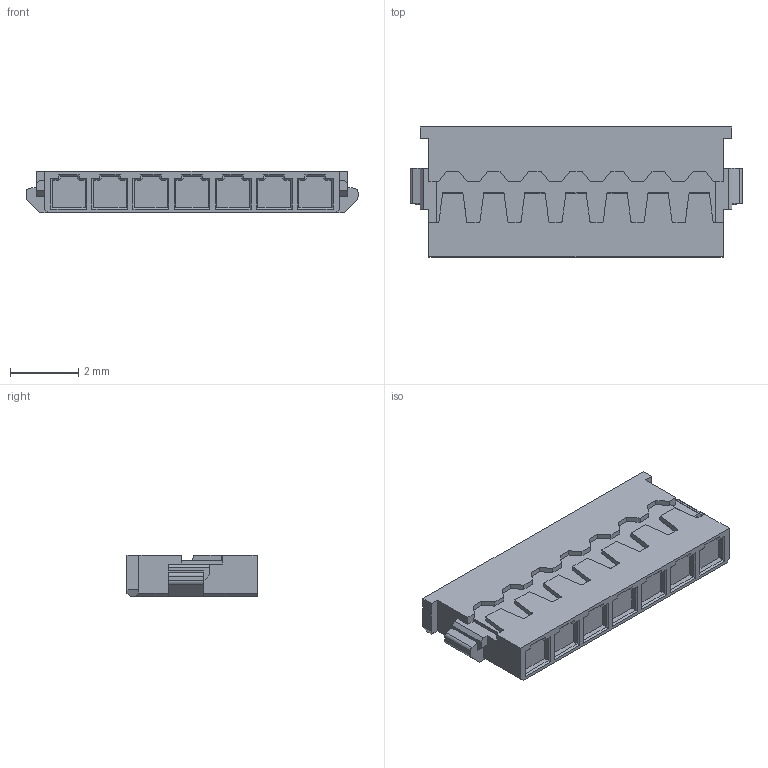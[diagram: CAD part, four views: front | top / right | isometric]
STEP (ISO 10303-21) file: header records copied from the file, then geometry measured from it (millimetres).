
FILE_DESCRIPTION(('CoCreate Modeling STEP Export'),'2;1');
FILE_NAME('WB1201(H)-H007X.stp','2021-09-18T 9:10:51',(''),(''),'CoCreate Modeling STEP processor for AP214 (Solid Model)','CoCreate Modeling 16.00 13-May-2008 (C) Parametric Technology GmbH','');
FILE_SCHEMA(('AUTOMOTIVE_DESIGN { 1 0 10303 214 1 1 1 1 }'));
Length unit declared in the file: millimetre
Products named in the file (1): WB1201(H)-H007X
Bounding box: 9.7 x 3.8 x 1.2 mm (x, y, z)
Volume: 35.8 mm3; surface area: 119.4 mm2
Topology: 1 solids, 1 shells, 310 faces, 831 edges, 530 vertices
Faces by surface type: plane 292, cylinder 18
Entity records: 9308 total; most frequent: ORIENTED_EDGE 1662, CARTESIAN_POINT 1644, DIRECTION 1444, EDGE_CURVE 831, VECTOR 784, LINE 784, VERTEX_POINT 530, AXIS2_PLACEMENT_3D 330
